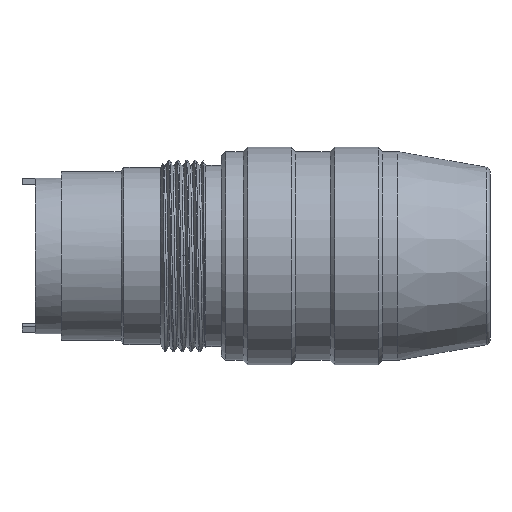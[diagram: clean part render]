
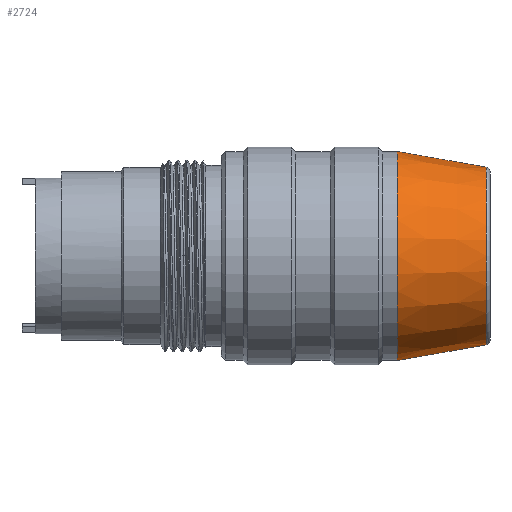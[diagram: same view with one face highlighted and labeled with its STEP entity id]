
A CAD part, top view. The second image highlights one B-rep face of the part: STEP entity #2724.
In plain terms, the highlighted conical face has half-angle 10 degrees and reference radius 11.099 mm.
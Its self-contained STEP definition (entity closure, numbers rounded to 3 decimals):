
#281=CARTESIAN_POINT('',(41.943,0.,0.));
#282=DIRECTION('',(-1.,0.,0.));
#283=DIRECTION('',(0.,-1.,0.));
#284=AXIS2_PLACEMENT_3D('',#281,#282,#283);
#296=DIRECTION('',(-0.985,0.174,0.));
#297=VECTOR('',#296,10.376);
#298=CARTESIAN_POINT('',(41.943,10.198,
0.));
#299=LINE('358',#298,#297);
#300=DIRECTION('',(-0.985,-0.174,0.));
#301=VECTOR('',#300,10.376);
#302=CARTESIAN_POINT('',(41.943,-10.198,
0.));
#303=LINE('359',#302,#301);
#332=CARTESIAN_POINT('',(31.725,0.,0.));
#333=DIRECTION('',(1.,0.,0.));
#334=DIRECTION('',(0.,1.,0.));
#335=AXIS2_PLACEMENT_3D('',#332,#333,#334);
#2081=CARTESIAN_POINT('',(31.725,12.,0.));
#2083=VERTEX_POINT('',#2081);
#2103=CARTESIAN_POINT('',(31.725,-12.,0.));
#2105=VERTEX_POINT('',#2103);
#2163=CARTESIAN_POINT('',(41.943,10.198,0.));
#2164=CARTESIAN_POINT('',(41.943,-10.198,0.));
#2165=VERTEX_POINT('',#2163);
#2166=VERTEX_POINT('',#2164);
#2710=CARTESIAN_POINT('',(36.834,0.,0.));
#2711=DIRECTION('',(-1.,0.,0.));
#2712=DIRECTION('',(0.,1.,0.));
#2713=AXIS2_PLACEMENT_3D('',#2710,#2711,#2712);
#2714=CONICAL_SURFACE('37',#2713,11.099,10.);
#2715=ORIENTED_EDGE('356',*,*,#2700,.F.);
#2717=ORIENTED_EDGE('359',*,*,#2716,.T.);
#2719=ORIENTED_EDGE('305',*,*,#2718,.F.);
#2721=ORIENTED_EDGE('358',*,*,#2720,.F.);
#2722=EDGE_LOOP('37',(#2715,#2717,#2719,#2721));
#2723=FACE_OUTER_BOUND('37',#2722,.F.);
#285=CIRCLE('356',#284,10.198);
#336=CIRCLE('305',#335,12.);
#2700=EDGE_CURVE('356',#2166,#2165,#285,.T.);
#2716=EDGE_CURVE('359',#2166,#2105,#303,.T.);
#2718=EDGE_CURVE('305',#2083,#2105,#336,.T.);
#2720=EDGE_CURVE('358',#2165,#2083,#299,.T.);
#2724=ADVANCED_FACE('37',(#2723),#2714,.T.);
